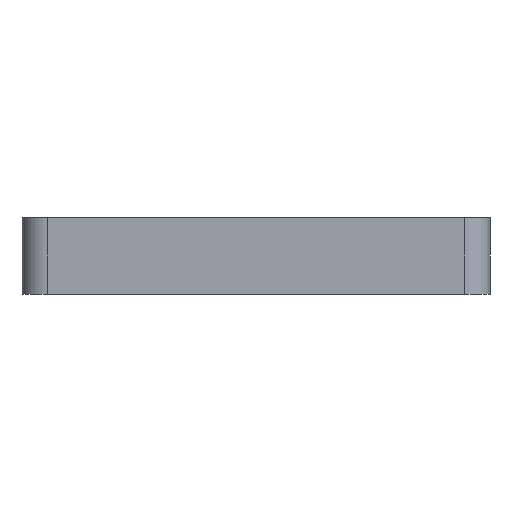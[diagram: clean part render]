
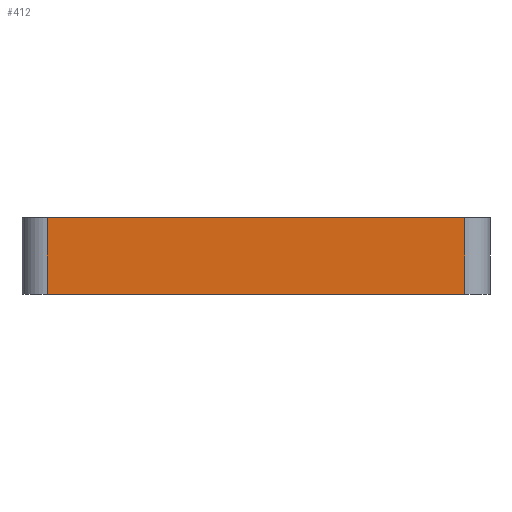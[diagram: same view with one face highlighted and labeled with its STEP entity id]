
A CAD part, front view. The second image highlights one B-rep face of the part: STEP entity #412.
In plain terms, the highlighted planar face has unit normal (0, -1, 0).
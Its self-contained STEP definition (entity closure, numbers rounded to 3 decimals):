
#48 = EDGE_CURVE ( 'NONE', #239, #616, #471, .T. ) ;
#49 = VECTOR ( 'NONE', #237, 1000. ) ;
#56 = DIRECTION ( 'NONE',  ( 0., 0., -1. ) ) ;
#66 = ORIENTED_EDGE ( 'NONE', *, *, #719, .T. ) ;
#71 = CARTESIAN_POINT ( 'NONE',  ( -41., -46., -1. ) ) ;
#125 = ORIENTED_EDGE ( 'NONE', *, *, #574, .F. ) ;
#151 = CARTESIAN_POINT ( 'NONE',  ( 41., -46., -16. ) ) ;
#163 = LINE ( 'NONE', #508, #637 ) ;
#185 = CARTESIAN_POINT ( 'NONE',  ( -41., -46., -16. ) ) ;
#231 = DIRECTION ( 'NONE',  ( 0., -1., 0. ) ) ;
#237 = DIRECTION ( 'NONE',  ( 1., 0., 0. ) ) ;
#239 = VERTEX_POINT ( 'NONE', #341 ) ;
#250 = LINE ( 'NONE', #185, #470 ) ;
#257 = CARTESIAN_POINT ( 'NONE',  ( -41., -46., -1. ) ) ;
#316 = LINE ( 'NONE', #257, #581 ) ;
#341 = CARTESIAN_POINT ( 'NONE',  ( -41., -46., -16. ) ) ;
#344 = FACE_OUTER_BOUND ( 'NONE', #444, .T. ) ;
#365 = AXIS2_PLACEMENT_3D ( 'NONE', #560, #231, #56 ) ;
#368 = CARTESIAN_POINT ( 'NONE',  ( 41., -46., -1. ) ) ;
#387 = ORIENTED_EDGE ( 'NONE', *, *, #48, .T. ) ;
#390 = PLANE ( 'NONE',  #365 ) ;
#412 = ADVANCED_FACE ( 'NONE', ( #344 ), #390, .T. ) ;
#444 = EDGE_LOOP ( 'NONE', ( #565, #125, #66, #387 ) ) ;
#463 = DIRECTION ( 'NONE',  ( 1., 0., 0. ) ) ;
#470 = VECTOR ( 'NONE', #529, 1000. ) ;
#471 = LINE ( 'NONE', #527, #49 ) ;
#508 = CARTESIAN_POINT ( 'NONE',  ( 41., -46., -16. ) ) ;
#527 = CARTESIAN_POINT ( 'NONE',  ( -46., -46., -16. ) ) ;
#529 = DIRECTION ( 'NONE',  ( 0., 0., -1. ) ) ;
#555 = DIRECTION ( 'NONE',  ( 0., 0., 1. ) ) ;
#560 = CARTESIAN_POINT ( 'NONE',  ( -46., -46., -16. ) ) ;
#565 = ORIENTED_EDGE ( 'NONE', *, *, #679, .T. ) ;
#574 = EDGE_CURVE ( 'NONE', #705, #621, #316, .T. ) ;
#581 = VECTOR ( 'NONE', #463, 1000. ) ;
#616 = VERTEX_POINT ( 'NONE', #151 ) ;
#621 = VERTEX_POINT ( 'NONE', #368 ) ;
#637 = VECTOR ( 'NONE', #555, 1000. ) ;
#679 = EDGE_CURVE ( 'NONE', #616, #621, #163, .T. ) ;
#705 = VERTEX_POINT ( 'NONE', #71 ) ;
#719 = EDGE_CURVE ( 'NONE', #705, #239, #250, .T. ) ;
